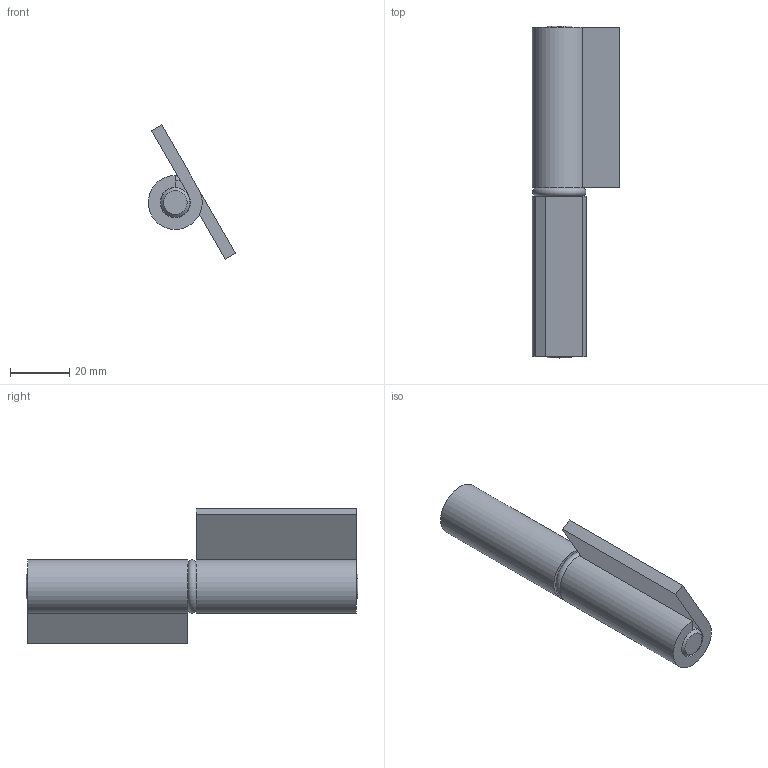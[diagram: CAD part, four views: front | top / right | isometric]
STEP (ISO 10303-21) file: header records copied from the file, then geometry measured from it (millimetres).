
FILE_DESCRIPTION(/* description */ (''),/* implementation_level */ '2;1');
FILE_NAME(/* name */ '50072.iam.step',/* time_stamp */ '2022-07-20T08:10:55+02:00',/* author */ ('Abt. Technik'),/* organization */ (''),/* preprocessor_version */ 'ST-DEVELOPER v19.2',/* originating_system */ 'Autodesk Inventor 2023',/* authorisation */ '');
FILE_SCHEMA (('AUTOMOTIVE_DESIGN { 1 0 10303 214 3 1 1 }'));
Length unit declared in the file: millimetre
Products named in the file (3): 50072; 50072 Stift; 50072 Lasche
Assembly tree (3 placements, depth 2):
  50072
    50072 Stift
    50072 Lasche  x2
Bounding box: 29.48 x 112 x 45.3 mm (x, y, z)
Volume: 36102.2 mm3; surface area: 19277.4 mm2
Topology: 3 solids, 3 shells, 25 faces, 51 edges, 34 vertices
Faces by surface type: plane 16, cylinder 6, cone 2, torus 1
Full cylindrical faces by diameter (mm): 10 x2
Entity records: 566 total; most frequent: DIRECTION 94, CARTESIAN_POINT 78, ORIENTED_EDGE 66, AXIS2_PLACEMENT_3D 38, EDGE_CURVE 33, VERTEX_POINT 22, EDGE_LOOP 19, LINE 18
